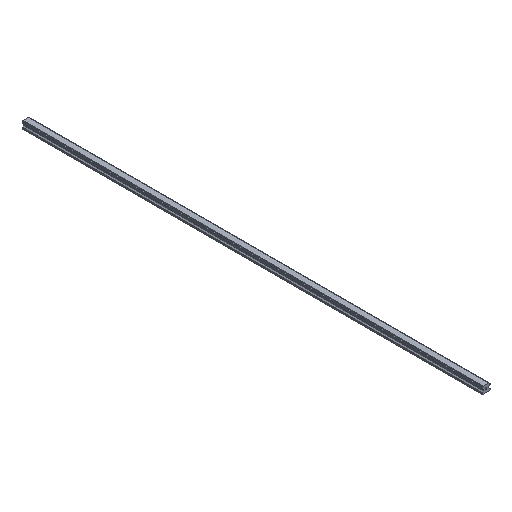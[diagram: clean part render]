
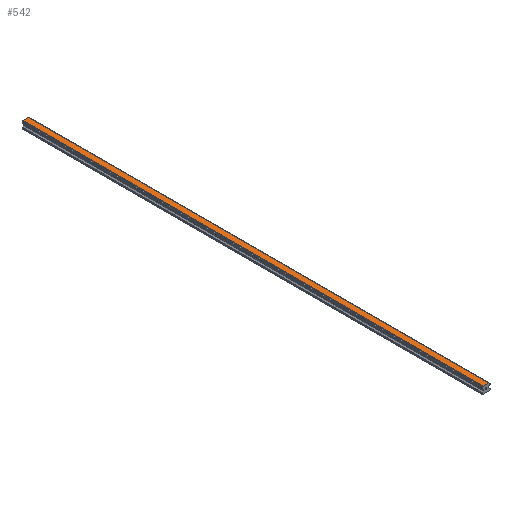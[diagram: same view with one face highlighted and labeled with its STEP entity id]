
A CAD part, isometric view. The second image highlights one B-rep face of the part: STEP entity #542.
In plain terms, the highlighted planar face has unit normal (0, 0, 1).
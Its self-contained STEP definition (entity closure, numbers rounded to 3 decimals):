
#542=ADVANCED_FACE('',(#1103),#1104,.T.);
#1103=FACE_OUTER_BOUND('',#1696,.T.);
#1104=PLANE('',#1697);
#1696=EDGE_LOOP('',(#3242,#3243,#3244,#3245));
#1697=AXIS2_PLACEMENT_3D('',#3246,#3247,#3248);
#3242=ORIENTED_EDGE('',*,*,#3924,.T.);
#3243=ORIENTED_EDGE('',*,*,#4066,.F.);
#3244=ORIENTED_EDGE('',*,*,#3794,.F.);
#3245=ORIENTED_EDGE('',*,*,#4064,.T.);
#3246=CARTESIAN_POINT('',(0.0,1160.0,17.5));
#3247=DIRECTION('',(0.0,0.0,1.0));
#3248=DIRECTION('',(-1.0,0.0,-0.0));
#3794=EDGE_CURVE('',#4641,#4643,#4644,.T.);
#3924=EDGE_CURVE('',#4858,#4856,#4859,.T.);
#4064=EDGE_CURVE('',#4641,#4858,#5017,.T.);
#4066=EDGE_CURVE('',#4643,#4856,#5019,.T.);
#4641=VERTEX_POINT('',#5797);
#4643=VERTEX_POINT('',#5800);
#4644=LINE('',#5801,#5802);
#4856=VERTEX_POINT('',#6096);
#4858=VERTEX_POINT('',#6099);
#4859=LINE('',#6100,#6101);
#5017=LINE('',#6287,#6288);
#5019=LINE('',#6290,#6291);
#5797=CARTESIAN_POINT('',(-7.231,1160.0,17.5));
#5800=CARTESIAN_POINT('',(7.231,1160.0,17.5));
#5801=CARTESIAN_POINT('',(-7.231,1160.0,17.5));
#5802=VECTOR('',#6711,1.0);
#6096=CARTESIAN_POINT('',(7.231,0.0,17.5));
#6099=CARTESIAN_POINT('',(-7.231,0.0,17.5));
#6100=CARTESIAN_POINT('',(-7.231,0.0,17.5));
#6101=VECTOR('',#6861,1.0);
#6287=CARTESIAN_POINT('',(-7.231,1160.0,17.5));
#6288=VECTOR('',#7043,1.0);
#6290=CARTESIAN_POINT('',(7.231,1160.0,17.5));
#6291=VECTOR('',#7044,1.0);
#6711=DIRECTION('',(1.0,0.0,0.0));
#6861=DIRECTION('',(1.0,0.0,0.0));
#7043=DIRECTION('',(0.0,-1.0,0.0));
#7044=DIRECTION('',(0.0,-1.0,0.0));
